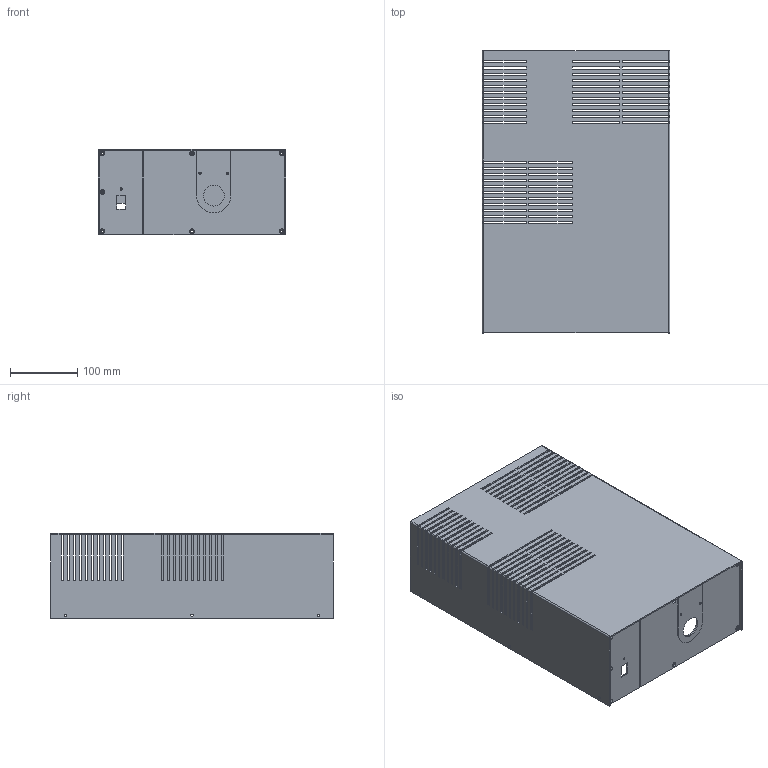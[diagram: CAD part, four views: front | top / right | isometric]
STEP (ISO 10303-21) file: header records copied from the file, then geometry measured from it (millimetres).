
FILE_DESCRIPTION(/* description */ (''),/* implementation_level */ '2;1');
FILE_NAME(/* name */ 'Alt Case (metal) 10mm.step',/* time_stamp */ '2025-12-20T17:43:19+01:00',/* author */ (''),/* organization */ (''),/* preprocessor_version */ 'ST-DEVELOPER v20.1',/* originating_system */ 'Autodesk Translation Framework v14.21.0.0',/* authorisation */ '');
FILE_SCHEMA (('AUTOMOTIVE_DESIGN { 1 0 10303 214 3 1 1 }'));
Length unit declared in the file: millimetre
Products named in the file (1): Case (metal) 10mm
Bounding box: 279 x 420 x 127 mm (x, y, z)
Volume: 536401.6 mm3; surface area: 581638.4 mm2
Topology: 4 solids, 4 shells, 428 faces, 1420 edges, 945 vertices
Faces by surface type: plane 313, cylinder 91, cone 20, bspline 4
Full cylindrical faces by diameter (mm): 2.529 x2, 2.9 x9, 3.086 x2, 3.2 x8, 3.5 x14, 7 x3, 7.5 x1, 31 x1
Entity records: 17222 total; most frequent: CARTESIAN_POINT 4334, ORIENTED_EDGE 2840, DIRECTION 2415, EDGE_CURVE 1420, LINE 1187, VECTOR 1187, VERTEX_POINT 945, AXIS2_PLACEMENT_3D 614
